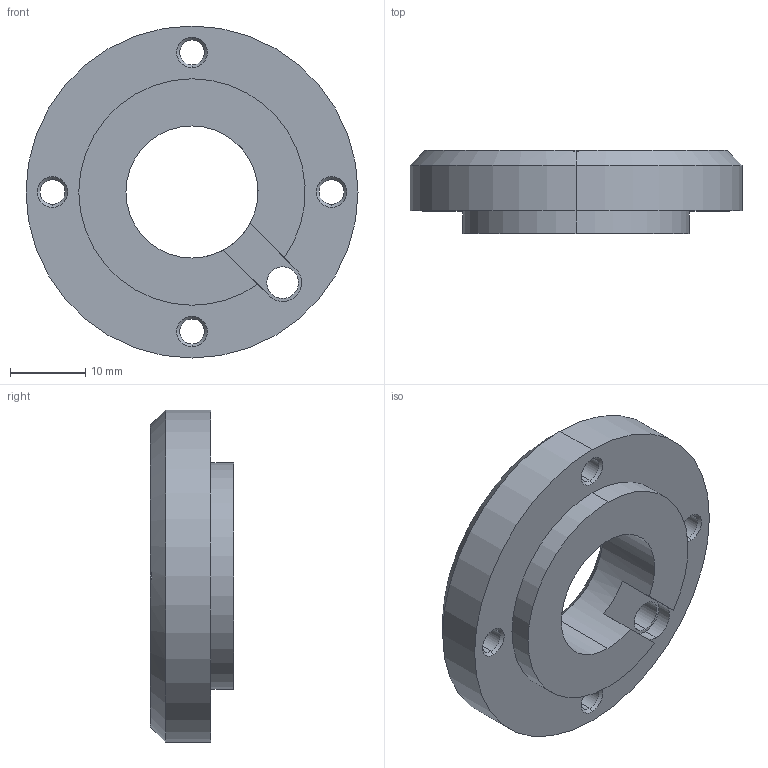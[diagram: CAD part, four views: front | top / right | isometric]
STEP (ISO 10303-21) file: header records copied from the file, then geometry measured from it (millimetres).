
FILE_DESCRIPTION (( 'STEP AP214' ), '1' );
FILE_NAME ('ALTI_USI_94 - support capteur.STEP', '2020-04-01T10:06:04', ( '' ), ( '' ), 'SwSTEP 2.0', 'SolidWorks 2016', '' );
FILE_SCHEMA (( 'AUTOMOTIVE_DESIGN' ));
Length unit declared in the file: millimetre
Products named in the file (1): ALTI_USI_94 - support capteur
Bounding box: 44 x 11 x 44 mm (x, y, z)
Volume: 10765 mm3; surface area: 4698 mm2
Topology: 1 solids, 1 shells, 39 faces, 107 edges, 66 vertices
Faces by surface type: cylinder 19, cone 14, plane 6
Entity records: 1467 total; most frequent: CARTESIAN_POINT 251, DIRECTION 239, ORIENTED_EDGE 214, EDGE_CURVE 107, AXIS2_PLACEMENT_3D 98, VERTEX_POINT 66, CIRCLE 58, EDGE_LOOP 47
